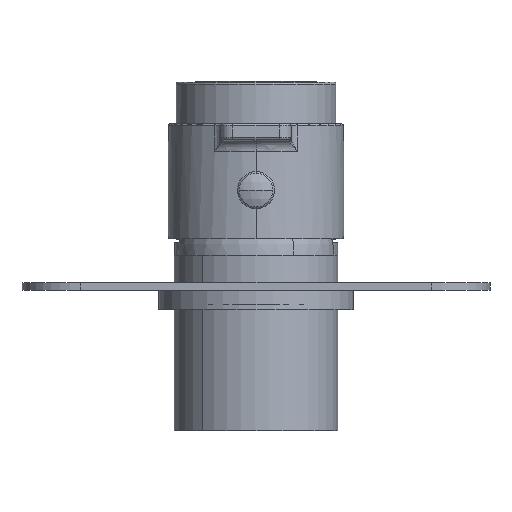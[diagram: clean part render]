
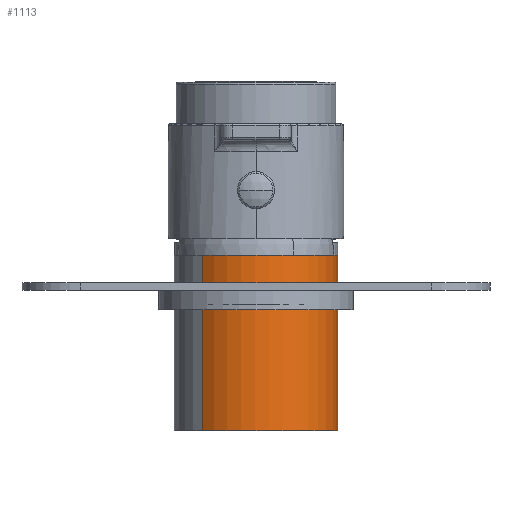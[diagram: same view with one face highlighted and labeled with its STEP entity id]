
A CAD part, front view. The second image highlights one B-rep face of the part: STEP entity #1113.
In plain terms, the highlighted cylindrical face has radius 21 mm (diameter 42 mm), a partial arc.
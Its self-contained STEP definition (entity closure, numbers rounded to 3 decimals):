
#186 = DIRECTION ( 'NONE',  ( 0., 0., 1. ) ) ;
#999 = ORIENTED_EDGE ( 'NONE', *, *, #3669, .T. ) ;
#1113 = ADVANCED_FACE ( 'NONE', ( #6257 ), #5190, .T. ) ;
#1863 = CIRCLE ( 'NONE', #10425, 21. ) ;
#1925 = CARTESIAN_POINT ( 'NONE',  ( 49., 40.146, -75.348 ) ) ;
#1963 = LINE ( 'NONE', #6385, #7137 ) ;
#2656 = CARTESIAN_POINT ( 'NONE',  ( 76.4, 71.978, -75.348 ) ) ;
#2694 = ORIENTED_EDGE ( 'NONE', *, *, #10189, .F. ) ;
#2851 = VERTEX_POINT ( 'NONE', #3571 ) ;
#3571 = CARTESIAN_POINT ( 'NONE',  ( 49., 40.146, -120.348 ) ) ;
#3669 = EDGE_CURVE ( 'NONE', #10209, #2851, #1963, .T. ) ;
#4192 = ORIENTED_EDGE ( 'NONE', *, *, #4225, .T. ) ;
#4225 = EDGE_CURVE ( 'NONE', #2851, #14116, #8455, .T. ) ;
#4256 = CARTESIAN_POINT ( 'NONE',  ( 62.7, 56.062, -75.348 ) ) ;
#4912 = CARTESIAN_POINT ( 'NONE',  ( 62.7, 56.062, -75.348 ) ) ;
#5190 = CYLINDRICAL_SURFACE ( 'NONE', #6227, 21. ) ;
#5777 = VECTOR ( 'NONE', #11832, 1000. ) ;
#5965 = VERTEX_POINT ( 'NONE', #2656 ) ;
#6227 = AXIS2_PLACEMENT_3D ( 'NONE', #4912, #9427, #12737 ) ;
#6257 = FACE_OUTER_BOUND ( 'NONE', #11304, .T. ) ;
#6385 = CARTESIAN_POINT ( 'NONE',  ( 49., 40.146, -75.348 ) ) ;
#6474 = DIRECTION ( 'NONE',  ( -0.652, -0.758, 0. ) ) ;
#6605 = AXIS2_PLACEMENT_3D ( 'NONE', #13340, #186, #13054 ) ;
#7137 = VECTOR ( 'NONE', #12019, 1000. ) ;
#7440 = LINE ( 'NONE', #7649, #5777 ) ;
#7649 = CARTESIAN_POINT ( 'NONE',  ( 76.4, 71.978, -75.348 ) ) ;
#7718 = CARTESIAN_POINT ( 'NONE',  ( 76.4, 71.978, -120.348 ) ) ;
#7930 = EDGE_CURVE ( 'NONE', #10209, #5965, #1863, .T. ) ;
#8455 = CIRCLE ( 'NONE', #6605, 21. ) ;
#8635 = DIRECTION ( 'NONE',  ( 0., 0., 1. ) ) ;
#9427 = DIRECTION ( 'NONE',  ( 0., 0., -1. ) ) ;
#10189 = EDGE_CURVE ( 'NONE', #5965, #14116, #7440, .T. ) ;
#10209 = VERTEX_POINT ( 'NONE', #1925 ) ;
#10425 = AXIS2_PLACEMENT_3D ( 'NONE', #4256, #8635, #6474 ) ;
#11304 = EDGE_LOOP ( 'NONE', ( #11882, #999, #4192, #2694 ) ) ;
#11832 = DIRECTION ( 'NONE',  ( 0., 0., -1. ) ) ;
#11882 = ORIENTED_EDGE ( 'NONE', *, *, #7930, .F. ) ;
#12019 = DIRECTION ( 'NONE',  ( 0., 0., -1. ) ) ;
#12737 = DIRECTION ( 'NONE',  ( 0.652, 0.758, 0. ) ) ;
#13054 = DIRECTION ( 'NONE',  ( -0.652, -0.758, 0. ) ) ;
#13340 = CARTESIAN_POINT ( 'NONE',  ( 62.7, 56.062, -120.348 ) ) ;
#14116 = VERTEX_POINT ( 'NONE', #7718 ) ;
